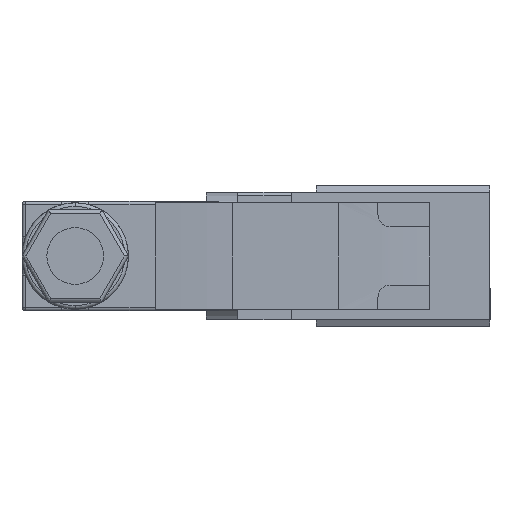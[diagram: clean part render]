
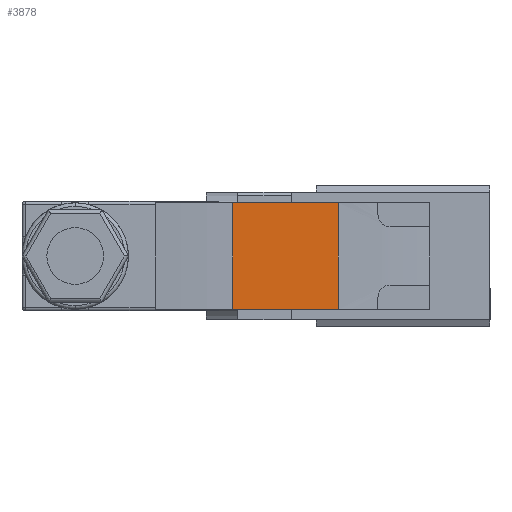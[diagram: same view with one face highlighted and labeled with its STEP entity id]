
A CAD part, left-side view. The second image highlights one B-rep face of the part: STEP entity #3878.
In plain terms, the highlighted face is planar.
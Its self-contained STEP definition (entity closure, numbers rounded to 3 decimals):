
#103 = VECTOR ( 'NONE', #6776, 1000. ) ;
#687 = EDGE_LOOP ( 'NONE', ( #13077, #13195, #9538, #5870 ) ) ;
#1508 = CARTESIAN_POINT ( 'NONE',  ( 37., 27.8, -7.5 ) ) ;
#1907 = DIRECTION ( 'NONE',  ( 0., 0., -1. ) ) ;
#2005 = CARTESIAN_POINT ( 'NONE',  ( 37., 12.9, 20.679 ) ) ;
#2296 = EDGE_CURVE ( 'NONE', #9678, #4267, #5510, .T. ) ;
#2371 = CARTESIAN_POINT ( 'NONE',  ( 37., 38.7, -7.5 ) ) ;
#2811 = AXIS2_PLACEMENT_3D ( 'NONE', #8210, #7862, #8257 ) ;
#3342 = VECTOR ( 'NONE', #1907, 1000. ) ;
#3838 = FACE_OUTER_BOUND ( 'NONE', #687, .T. ) ;
#3878 = ADVANCED_FACE ( 'NONE', ( #3838 ), #7883, .F. ) ;
#4267 = VERTEX_POINT ( 'NONE', #1508 ) ;
#4716 = VECTOR ( 'NONE', #7242, 1000. ) ;
#5510 = LINE ( 'NONE', #6533, #103 ) ;
#5870 = ORIENTED_EDGE ( 'NONE', *, *, #12825, .T. ) ;
#6092 = CARTESIAN_POINT ( 'NONE',  ( 37., 12.9, -7.5 ) ) ;
#6333 = LINE ( 'NONE', #2005, #3342 ) ;
#6533 = CARTESIAN_POINT ( 'NONE',  ( 37., 27.8, 20.679 ) ) ;
#6776 = DIRECTION ( 'NONE',  ( 0., 0., -1. ) ) ;
#6842 = VERTEX_POINT ( 'NONE', #6092 ) ;
#6969 = EDGE_CURVE ( 'NONE', #12332, #9678, #10653, .T. ) ;
#7242 = DIRECTION ( 'NONE',  ( 0., 1., 0. ) ) ;
#7862 = DIRECTION ( 'NONE',  ( -1., 0., 0. ) ) ;
#7883 = PLANE ( 'NONE',  #2811 ) ;
#7944 = DIRECTION ( 'NONE',  ( 0., 1., 0. ) ) ;
#8210 = CARTESIAN_POINT ( 'NONE',  ( 37., 38.7, 7.5 ) ) ;
#8257 = DIRECTION ( 'NONE',  ( 0., 0., 1. ) ) ;
#9202 = LINE ( 'NONE', #2371, #12261 ) ;
#9538 = ORIENTED_EDGE ( 'NONE', *, *, #6969, .F. ) ;
#9678 = VERTEX_POINT ( 'NONE', #12566 ) ;
#10292 = CARTESIAN_POINT ( 'NONE',  ( 37., 38.7, 7.5 ) ) ;
#10653 = LINE ( 'NONE', #10292, #4716 ) ;
#12261 = VECTOR ( 'NONE', #7944, 1000. ) ;
#12332 = VERTEX_POINT ( 'NONE', #12398 ) ;
#12398 = CARTESIAN_POINT ( 'NONE',  ( 37., 12.9, 7.5 ) ) ;
#12566 = CARTESIAN_POINT ( 'NONE',  ( 37., 27.8, 7.5 ) ) ;
#12825 = EDGE_CURVE ( 'NONE', #12332, #6842, #6333, .T. ) ;
#13077 = ORIENTED_EDGE ( 'NONE', *, *, #14502, .T. ) ;
#13195 = ORIENTED_EDGE ( 'NONE', *, *, #2296, .F. ) ;
#14502 = EDGE_CURVE ( 'NONE', #6842, #4267, #9202, .T. ) ;
